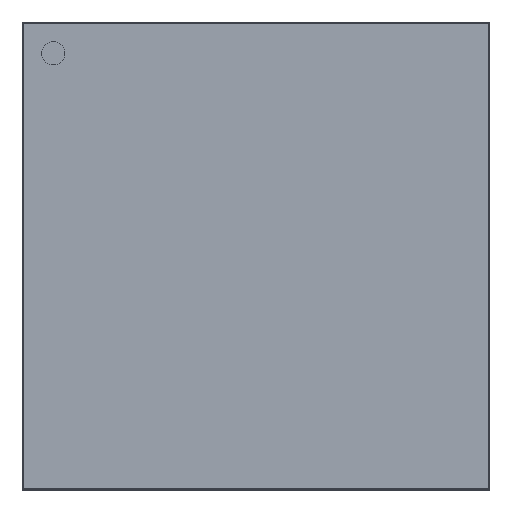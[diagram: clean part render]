
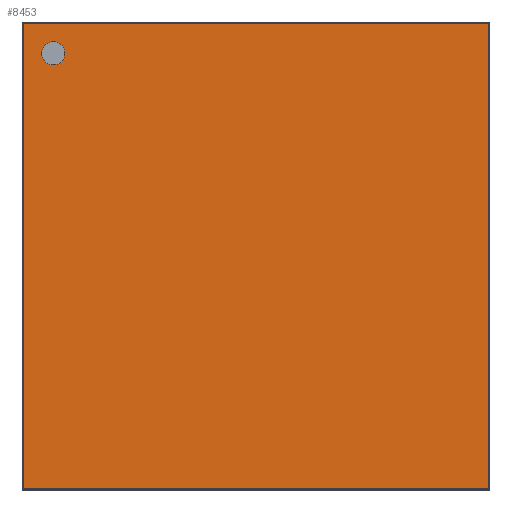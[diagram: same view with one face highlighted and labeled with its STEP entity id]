
A CAD part, top view. The second image highlights one B-rep face of the part: STEP entity #8453.
In plain terms, the highlighted planar face has unit normal (0, 0, 1).
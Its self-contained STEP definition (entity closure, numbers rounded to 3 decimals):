
#499=FACE_BOUND('',#2038,.T.);
#507=PLANE('',#9922);
#529=LINE('',#15353,#554);
#530=LINE('',#15355,#555);
#531=LINE('',#15357,#556);
#532=LINE('',#15358,#557);
#554=VECTOR('',#12872,1.);
#555=VECTOR('',#12873,1.);
#556=VECTOR('',#12874,1.);
#557=VECTOR('',#12875,1.);
#1055=FACE_OUTER_BOUND('',#2037,.T.);
#2037=EDGE_LOOP('',(#6963,#6964,#6965,#6966));
#2038=EDGE_LOOP('',(#6967));
#3011=CIRCLE('',#9913,0.45);
#3981=VERTEX_POINT('',#15310);
#3995=VERTEX_POINT('',#15351);
#3996=VERTEX_POINT('',#15352);
#3997=VERTEX_POINT('',#15354);
#3998=VERTEX_POINT('',#15356);
#4967=EDGE_CURVE('',#3981,#3981,#3011,.T.);
#4986=EDGE_CURVE('',#3995,#3996,#529,.T.);
#4987=EDGE_CURVE('',#3996,#3997,#530,.T.);
#4988=EDGE_CURVE('',#3997,#3998,#531,.T.);
#4989=EDGE_CURVE('',#3998,#3995,#532,.T.);
#6963=ORIENTED_EDGE('',*,*,#4986,.T.);
#6964=ORIENTED_EDGE('',*,*,#4987,.T.);
#6965=ORIENTED_EDGE('',*,*,#4988,.T.);
#6966=ORIENTED_EDGE('',*,*,#4989,.T.);
#6967=ORIENTED_EDGE('',*,*,#4967,.T.);
#8453=ADVANCED_FACE('',(#1055,#499),#507,.F.);
#9913=AXIS2_PLACEMENT_3D('',#15311,#12835,#12836);
#9922=AXIS2_PLACEMENT_3D('',#15350,#12870,#12871);
#12835=DIRECTION('center_axis',(0.,0.,-1.));
#12836=DIRECTION('ref_axis',(1.,0.,0.));
#12870=DIRECTION('center_axis',(0.,0.,-1.));
#12871=DIRECTION('ref_axis',(1.,0.,0.));
#12872=DIRECTION('',(0.,1.,0.));
#12873=DIRECTION('',(-1.,0.,0.));
#12874=DIRECTION('',(0.,-1.,0.));
#12875=DIRECTION('',(1.,0.,0.));
#15310=CARTESIAN_POINT('',(-8.25,7.8,1.22));
#15311=CARTESIAN_POINT('Origin',(-7.8,7.8,1.22));
#15350=CARTESIAN_POINT('Origin',(0.,0.,1.22));
#15351=CARTESIAN_POINT('',(8.95,-8.95,1.22));
#15352=CARTESIAN_POINT('',(8.95,8.95,1.22));
#15353=CARTESIAN_POINT('',(8.95,0.,1.22));
#15354=CARTESIAN_POINT('',(-8.95,8.95,1.22));
#15355=CARTESIAN_POINT('',(0.,8.95,1.22));
#15356=CARTESIAN_POINT('',(-8.95,-8.95,1.22));
#15357=CARTESIAN_POINT('',(-8.95,0.,1.22));
#15358=CARTESIAN_POINT('',(0.,-8.95,1.22));
